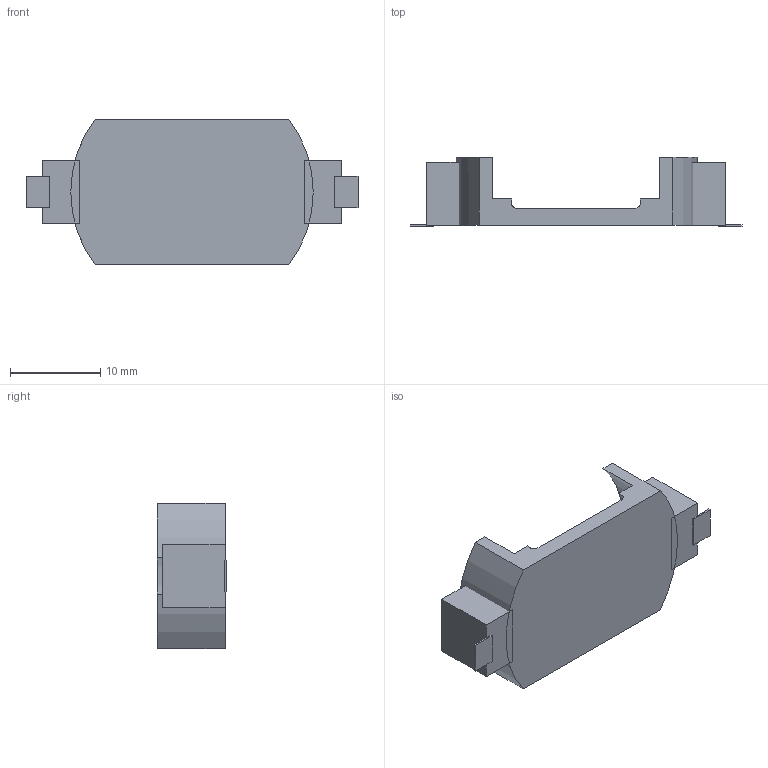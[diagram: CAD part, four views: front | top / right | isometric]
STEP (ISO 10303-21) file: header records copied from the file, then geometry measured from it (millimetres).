
FILE_DESCRIPTION (( 'STEP AP214' ), '1' );
FILE_NAME ('SMTU 2450N-1-LF.STEP', '2020-01-27T17:11:23', ( '' ), ( '' ), 'SwSTEP 2.0', 'SolidWorks 2018', '' );
FILE_SCHEMA (( 'AUTOMOTIVE_DESIGN' ));
Length unit declared in the file: millimetre
Products named in the file (1): SMTU 2450N-1-LF
Bounding box: 36.7 x 7.65 x 16.1 mm (x, y, z)
Volume: 1324.9 mm3; surface area: 1823 mm2
Topology: 3 solids, 3 shells, 75 faces, 201 edges, 134 vertices
Faces by surface type: plane 62, cylinder 10, torus 3
Entity records: 2534 total; most frequent: CARTESIAN_POINT 453, ORIENTED_EDGE 402, DIRECTION 372, EDGE_CURVE 201, LINE 170, VECTOR 170, VERTEX_POINT 134, AXIS2_PLACEMENT_3D 101
